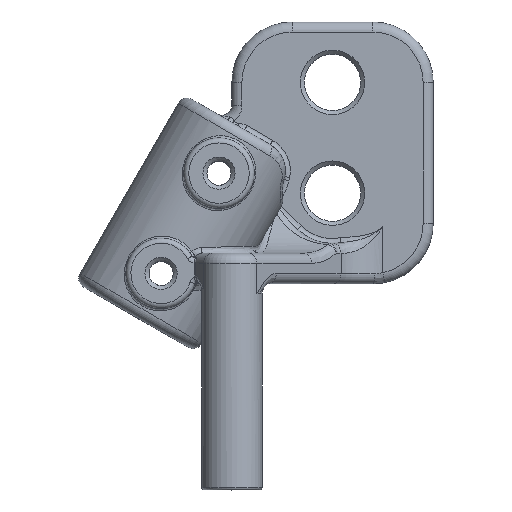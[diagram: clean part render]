
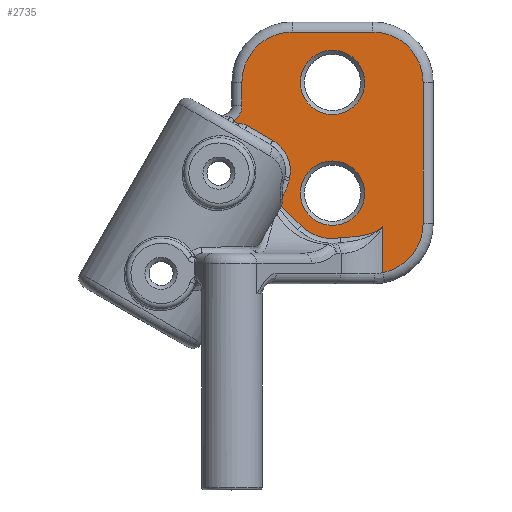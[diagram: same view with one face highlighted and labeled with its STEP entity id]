
A CAD part, top view. The second image highlights one B-rep face of the part: STEP entity #2735.
In plain terms, the highlighted planar face has unit normal (0, 0, 1).
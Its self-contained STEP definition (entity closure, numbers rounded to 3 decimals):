
#67=FACE_BOUND('',#668,.T.);
#68=FACE_BOUND('',#669,.T.);
#81=PLANE('',#3012);
#170=LINE('',#5238,#273);
#171=LINE('',#5246,#274);
#172=LINE('',#5254,#275);
#174=LINE('',#5309,#277);
#195=LINE('',#5884,#298);
#196=LINE('',#5912,#299);
#273=VECTOR('',#3357,10.);
#274=VECTOR('',#3368,10.);
#275=VECTOR('',#3379,10.);
#277=VECTOR('',#3403,10.);
#298=VECTOR('',#3592,10.);
#299=VECTOR('',#3593,10.);
#474=FACE_OUTER_BOUND('',#667,.T.);
#667=EDGE_LOOP('',(#2109,#2110,#2111,#2112,#2113,#2114,#2115,#2116,#2117,
#2118,#2119,#2120,#2121,#2122,#2123,#2124,#2125,#2126,#2127,#2128));
#668=EDGE_LOOP('',(#2129));
#669=EDGE_LOOP('',(#2130));
#809=B_SPLINE_CURVE_WITH_KNOTS('',3,(#5612,#5613,#5614,#5615,#5616,#5617,
#5618,#5619,#5620,#5621,#5622,#5623),.UNSPECIFIED.,.F.,.F.,(4,1,1,1,1,1,
1,2,4),(-0.444,-0.355,-0.267,-0.178,
-0.133,-0.089,-0.044,0.,0.001),
 .UNSPECIFIED.);
#813=B_SPLINE_CURVE_WITH_KNOTS('',3,(#5885,#5886,#5887,#5888),
 .UNSPECIFIED.,.F.,.F.,(4,4),(-0.316,0.),.UNSPECIFIED.);
#814=B_SPLINE_CURVE_WITH_KNOTS('',3,(#5890,#5891,#5892,#5893),
 .UNSPECIFIED.,.F.,.F.,(4,4),(-0.002,0.),
 .UNSPECIFIED.);
#815=B_SPLINE_CURVE_WITH_KNOTS('',3,(#5895,#5896,#5897,#5898),
 .UNSPECIFIED.,.F.,.F.,(4,4),(0.002,0.004),
 .UNSPECIFIED.);
#816=B_SPLINE_CURVE_WITH_KNOTS('',3,(#5900,#5901,#5902,#5903,#5904),
 .UNSPECIFIED.,.F.,.F.,(4,1,4),(0.,0.025,0.05),
 .UNSPECIFIED.);
#817=B_SPLINE_CURVE_WITH_KNOTS('',3,(#5906,#5907,#5908,#5909,#5910),
 .UNSPECIFIED.,.F.,.F.,(4,1,4),(-0.084,-0.042,
0.),.UNSPECIFIED.);
#818=B_SPLINE_CURVE_WITH_KNOTS('',3,(#5916,#5917,#5918,#5919),
 .UNSPECIFIED.,.F.,.F.,(4,4),(0.,0.035),.UNSPECIFIED.);
#819=B_SPLINE_CURVE_WITH_KNOTS('',3,(#5920,#5921,#5922,#5923),
 .UNSPECIFIED.,.F.,.F.,(4,4),(-0.144,0.),.UNSPECIFIED.);
#916=CIRCLE('',#2905,2.);
#919=CIRCLE('',#2910,5.);
#922=CIRCLE('',#2915,5.);
#925=CIRCLE('',#2920,5.);
#942=CIRCLE('',#2949,4.5);
#946=CIRCLE('',#2956,3.2);
#947=CIRCLE('',#2958,3.2);
#976=CIRCLE('',#3013,3.5);
#1148=VERTEX_POINT('',#5227);
#1149=VERTEX_POINT('',#5233);
#1150=VERTEX_POINT('',#5237);
#1151=VERTEX_POINT('',#5241);
#1152=VERTEX_POINT('',#5245);
#1153=VERTEX_POINT('',#5249);
#1154=VERTEX_POINT('',#5253);
#1155=VERTEX_POINT('',#5257);
#1161=VERTEX_POINT('',#5300);
#1177=VERTEX_POINT('',#5611);
#1178=VERTEX_POINT('',#5626);
#1181=VERTEX_POINT('',#5638);
#1182=VERTEX_POINT('',#5642);
#1204=VERTEX_POINT('',#5882);
#1205=VERTEX_POINT('',#5883);
#1206=VERTEX_POINT('',#5889);
#1207=VERTEX_POINT('',#5894);
#1208=VERTEX_POINT('',#5899);
#1209=VERTEX_POINT('',#5905);
#1210=VERTEX_POINT('',#5911);
#1211=VERTEX_POINT('',#5913);
#1212=VERTEX_POINT('',#5915);
#1423=EDGE_CURVE('',#1149,#1148,#916,.T.);
#1425=EDGE_CURVE('',#1150,#1149,#170,.T.);
#1427=EDGE_CURVE('',#1151,#1150,#919,.T.);
#1429=EDGE_CURVE('',#1152,#1151,#171,.T.);
#1431=EDGE_CURVE('',#1153,#1152,#922,.T.);
#1433=EDGE_CURVE('',#1154,#1153,#172,.T.);
#1435=EDGE_CURVE('',#1155,#1154,#925,.T.);
#1446=EDGE_CURVE('',#1155,#1161,#174,.T.);
#1470=EDGE_CURVE('',#1177,#1161,#809,.T.);
#1472=EDGE_CURVE('',#1178,#1177,#942,.T.);
#1478=EDGE_CURVE('',#1181,#1181,#946,.T.);
#1480=EDGE_CURVE('',#1182,#1182,#947,.T.);
#1532=EDGE_CURVE('',#1204,#1205,#195,.T.);
#1533=EDGE_CURVE('',#1205,#1178,#813,.T.);
#1534=EDGE_CURVE('',#1148,#1206,#814,.T.);
#1535=EDGE_CURVE('',#1206,#1207,#815,.T.);
#1536=EDGE_CURVE('',#1207,#1208,#816,.T.);
#1537=EDGE_CURVE('',#1208,#1209,#817,.T.);
#1538=EDGE_CURVE('',#1209,#1210,#196,.T.);
#1539=EDGE_CURVE('',#1210,#1211,#976,.T.);
#1540=EDGE_CURVE('',#1211,#1212,#818,.T.);
#1541=EDGE_CURVE('',#1212,#1204,#819,.T.);
#2109=ORIENTED_EDGE('',*,*,#1532,.T.);
#2110=ORIENTED_EDGE('',*,*,#1533,.T.);
#2111=ORIENTED_EDGE('',*,*,#1472,.T.);
#2112=ORIENTED_EDGE('',*,*,#1470,.T.);
#2113=ORIENTED_EDGE('',*,*,#1446,.F.);
#2114=ORIENTED_EDGE('',*,*,#1435,.T.);
#2115=ORIENTED_EDGE('',*,*,#1433,.T.);
#2116=ORIENTED_EDGE('',*,*,#1431,.T.);
#2117=ORIENTED_EDGE('',*,*,#1429,.T.);
#2118=ORIENTED_EDGE('',*,*,#1427,.T.);
#2119=ORIENTED_EDGE('',*,*,#1425,.T.);
#2120=ORIENTED_EDGE('',*,*,#1423,.T.);
#2121=ORIENTED_EDGE('',*,*,#1534,.T.);
#2122=ORIENTED_EDGE('',*,*,#1535,.T.);
#2123=ORIENTED_EDGE('',*,*,#1536,.T.);
#2124=ORIENTED_EDGE('',*,*,#1537,.T.);
#2125=ORIENTED_EDGE('',*,*,#1538,.T.);
#2126=ORIENTED_EDGE('',*,*,#1539,.T.);
#2127=ORIENTED_EDGE('',*,*,#1540,.T.);
#2128=ORIENTED_EDGE('',*,*,#1541,.T.);
#2129=ORIENTED_EDGE('',*,*,#1480,.T.);
#2130=ORIENTED_EDGE('',*,*,#1478,.T.);
#2735=ADVANCED_FACE('',(#474,#67,#68),#81,.F.);
#2905=AXIS2_PLACEMENT_3D('',#5234,#3351,#3352);
#2910=AXIS2_PLACEMENT_3D('',#5242,#3362,#3363);
#2915=AXIS2_PLACEMENT_3D('',#5250,#3373,#3374);
#2920=AXIS2_PLACEMENT_3D('',#5258,#3384,#3385);
#2949=AXIS2_PLACEMENT_3D('',#5627,#3444,#3445);
#2956=AXIS2_PLACEMENT_3D('',#5639,#3460,#3461);
#2958=AXIS2_PLACEMENT_3D('',#5643,#3465,#3466);
#3012=AXIS2_PLACEMENT_3D('',#5881,#3590,#3591);
#3013=AXIS2_PLACEMENT_3D('',#5914,#3594,#3595);
#3351=DIRECTION('center_axis',(0.,0.,-1.));
#3352=DIRECTION('ref_axis',(0.5,-0.866,0.));
#3357=DIRECTION('',(0.,-1.,0.));
#3362=DIRECTION('center_axis',(0.,0.,1.));
#3363=DIRECTION('ref_axis',(-0.707,0.707,0.));
#3368=DIRECTION('',(-1.,0.,0.));
#3373=DIRECTION('center_axis',(0.,0.,1.));
#3374=DIRECTION('ref_axis',(0.707,0.707,0.));
#3379=DIRECTION('',(0.,1.,0.));
#3384=DIRECTION('center_axis',(0.,0.,1.));
#3385=DIRECTION('ref_axis',(0.764,-0.645,0.));
#3403=DIRECTION('',(0.,1.,0.));
#3444=DIRECTION('center_axis',(0.,0.,1.));
#3445=DIRECTION('ref_axis',(-0.315,-0.949,0.));
#3460=DIRECTION('center_axis',(0.,0.,-1.));
#3461=DIRECTION('ref_axis',(1.,0.,0.));
#3465=DIRECTION('center_axis',(0.,0.,-1.));
#3466=DIRECTION('ref_axis',(1.,0.,0.));
#3590=DIRECTION('center_axis',(0.,0.,-1.));
#3591=DIRECTION('ref_axis',(-1.,0.,0.));
#3592=DIRECTION('',(-0.5,-0.866,0.));
#3593=DIRECTION('',(0.866,-0.5,0.));
#3594=DIRECTION('center_axis',(0.,0.,-1.));
#3595=DIRECTION('ref_axis',(0.809,0.588,0.));
#5227=CARTESIAN_POINT('',(-19.738,13.187,23.));
#5233=CARTESIAN_POINT('',(-19.,14.738,23.));
#5234=CARTESIAN_POINT('Origin',(-21.,14.738,23.));
#5237=CARTESIAN_POINT('',(-19.,17.,23.));
#5238=CARTESIAN_POINT('',(-19.,6.503,23.));
#5241=CARTESIAN_POINT('',(-14.,22.,23.));
#5242=CARTESIAN_POINT('Origin',(-14.,17.,23.));
#5245=CARTESIAN_POINT('',(-6.,22.,23.));
#5246=CARTESIAN_POINT('',(-3.,22.,23.));
#5249=CARTESIAN_POINT('',(-1.,17.,23.));
#5250=CARTESIAN_POINT('Origin',(-6.,17.,23.));
#5253=CARTESIAN_POINT('',(-1.,3.,23.));
#5254=CARTESIAN_POINT('',(-1.,0.,23.));
#5257=CARTESIAN_POINT('',(-5.,-1.899,23.));
#5258=CARTESIAN_POINT('Origin',(-6.,3.,23.));
#5300=CARTESIAN_POINT('',(-5.,2.683,23.));
#5309=CARTESIAN_POINT('',(-5.,0.,23.));
#5611=CARTESIAN_POINT('',(-9.226,1.567,23.));
#5612=CARTESIAN_POINT('Ctrl Pts',(-9.226,1.567,23.));
#5613=CARTESIAN_POINT('Ctrl Pts',(-8.935,1.618,23.));
#5614=CARTESIAN_POINT('Ctrl Pts',(-8.343,1.662,23.));
#5615=CARTESIAN_POINT('Ctrl Pts',(-7.454,1.693,23.));
#5616=CARTESIAN_POINT('Ctrl Pts',(-6.717,1.808,23.));
#5617=CARTESIAN_POINT('Ctrl Pts',(-6.152,1.991,23.));
#5618=CARTESIAN_POINT('Ctrl Pts',(-5.745,2.173,23.));
#5619=CARTESIAN_POINT('Ctrl Pts',(-5.361,2.4,23.));
#5620=CARTESIAN_POINT('Ctrl Pts',(-5.124,2.579,23.));
#5621=CARTESIAN_POINT('Ctrl Pts',(-5.007,2.677,23.));
#5622=CARTESIAN_POINT('Ctrl Pts',(-5.004,2.68,23.));
#5623=CARTESIAN_POINT('Ctrl Pts',(-5.,2.683,23.));
#5626=CARTESIAN_POINT('',(-13.115,2.752,23.));
#5627=CARTESIAN_POINT('Origin',(-10.,6.,23.));
#5638=CARTESIAN_POINT('',(-13.2,17.,23.));
#5639=CARTESIAN_POINT('Origin',(-10.,17.,23.));
#5642=CARTESIAN_POINT('',(-13.2,6.,23.));
#5643=CARTESIAN_POINT('Origin',(-10.,6.,23.));
#5881=CARTESIAN_POINT('Origin',(0.,0.,23.));
#5882=CARTESIAN_POINT('',(-14.827,5.87,23.));
#5883=CARTESIAN_POINT('',(-15.334,4.992,23.));
#5884=CARTESIAN_POINT('',(-13.78,7.683,23.));
#5885=CARTESIAN_POINT('Ctrl Pts',(-15.334,4.992,23.));
#5886=CARTESIAN_POINT('Ctrl Pts',(-14.677,4.17,23.));
#5887=CARTESIAN_POINT('Ctrl Pts',(-13.874,3.481,23.));
#5888=CARTESIAN_POINT('Ctrl Pts',(-13.115,2.752,23.));
#5889=CARTESIAN_POINT('',(-19.723,13.169,23.));
#5890=CARTESIAN_POINT('Ctrl Pts',(-19.738,13.187,23.));
#5891=CARTESIAN_POINT('Ctrl Pts',(-19.733,13.181,23.));
#5892=CARTESIAN_POINT('Ctrl Pts',(-19.728,13.175,23.));
#5893=CARTESIAN_POINT('Ctrl Pts',(-19.723,13.169,23.));
#5894=CARTESIAN_POINT('',(-19.71,13.154,23.));
#5895=CARTESIAN_POINT('Ctrl Pts',(-19.723,13.169,23.));
#5896=CARTESIAN_POINT('Ctrl Pts',(-19.719,13.164,23.));
#5897=CARTESIAN_POINT('Ctrl Pts',(-19.714,13.159,23.));
#5898=CARTESIAN_POINT('Ctrl Pts',(-19.71,13.154,23.));
#5899=CARTESIAN_POINT('',(-19.286,12.914,23.));
#5900=CARTESIAN_POINT('Ctrl Pts',(-19.71,13.154,23.));
#5901=CARTESIAN_POINT('Ctrl Pts',(-19.655,13.091,23.));
#5902=CARTESIAN_POINT('Ctrl Pts',(-19.531,12.975,23.));
#5903=CARTESIAN_POINT('Ctrl Pts',(-19.368,12.929,23.));
#5904=CARTESIAN_POINT('Ctrl Pts',(-19.286,12.914,23.));
#5905=CARTESIAN_POINT('',(-18.478,12.705,23.));
#5906=CARTESIAN_POINT('Ctrl Pts',(-19.286,12.914,23.));
#5907=CARTESIAN_POINT('Ctrl Pts',(-19.148,12.888,23.));
#5908=CARTESIAN_POINT('Ctrl Pts',(-18.868,12.865,23.));
#5909=CARTESIAN_POINT('Ctrl Pts',(-18.599,12.775,23.));
#5910=CARTESIAN_POINT('Ctrl Pts',(-18.478,12.705,23.));
#5911=CARTESIAN_POINT('',(-15.939,11.239,23.));
#5912=CARTESIAN_POINT('',(-8.821,7.13,23.));
#5913=CARTESIAN_POINT('',(-14.25,7.557,23.));
#5914=CARTESIAN_POINT('Origin',(-17.689,8.208,23.));
#5915=CARTESIAN_POINT('',(-14.334,7.218,23.));
#5916=CARTESIAN_POINT('Ctrl Pts',(-14.25,7.557,23.));
#5917=CARTESIAN_POINT('Ctrl Pts',(-14.272,7.443,23.));
#5918=CARTESIAN_POINT('Ctrl Pts',(-14.3,7.329,23.));
#5919=CARTESIAN_POINT('Ctrl Pts',(-14.334,7.218,23.));
#5920=CARTESIAN_POINT('Ctrl Pts',(-14.334,7.218,23.));
#5921=CARTESIAN_POINT('Ctrl Pts',(-14.475,6.759,23.));
#5922=CARTESIAN_POINT('Ctrl Pts',(-14.587,6.285,23.));
#5923=CARTESIAN_POINT('Ctrl Pts',(-14.827,5.87,23.));
